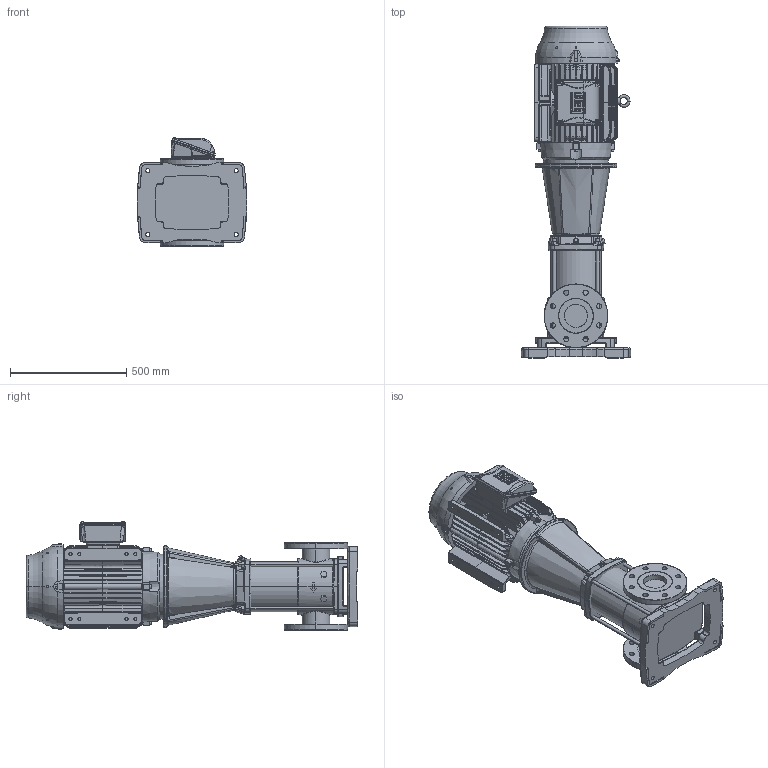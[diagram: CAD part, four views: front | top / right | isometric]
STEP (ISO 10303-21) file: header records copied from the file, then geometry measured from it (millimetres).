
FILE_DESCRIPTION (( 'STEP AP203' ), '1' );
FILE_NAME ('3350167 - MVI-750-1-30 HP-286TSC-304-E-575~3.step', '2022-03-31T15:49:13', ( '' ), ( '' ), 'SwSTEP 2.0', 'SolidWorks 2021', '' );
FILE_SCHEMA (( 'CONFIG_CONTROL_DESIGN' ));
Length unit declared in the file: inch
Products named in the file (5): SBI(N)150-1; MVI PEO - [304-EPDM]_3304167 - MVI-750-1-30 HP-286TSC-304-E-S; TEFC MOTOR_2700107 - NEMA V2 30 HP 284_6TSC 575~3 TEFC W; 3350167 - MVI-750-1-30 HP-286TSC-304-E-575~3; 2700107 - NEMA V2 30 HP 284_6TSC 575~3 TEFC W
Assembly tree (4 placements, depth 3):
  3350167 - MVI-750-1-30 HP-286TSC-304-E-575~3
    MVI PEO - [304-EPDM]_3304167 - MVI-750-1-30 HP-286TSC-304-E-S
      SBI(N)150-1
    TEFC MOTOR_2700107 - NEMA V2 30 HP 284_6TSC 575~3 TEFC W
      2700107 - NEMA V2 30 HP 284_6TSC 575~3 TEFC W
Bounding box: 471.31 x 1430.1 x 471.26 mm (x, y, z)
Volume: 95260360.5 mm3; surface area: 4044660.9 mm2
Topology: 26 solids, 35 shells, 3475 faces, 8807 edges, 5475 vertices
Faces by surface type: cylinder 1085, plane 1041, bspline 1022, cone 256, torus 53, sphere 18
Entity records: 177215 total; most frequent: CARTESIAN_POINT 102533, ORIENTED_EDGE 17524, DIRECTION 12946, EDGE_CURVE 8762, VERTEX_POINT 5472, AXIS2_PLACEMENT_3D 5114, EDGE_LOOP 3672, ADVANCED_FACE 3475
